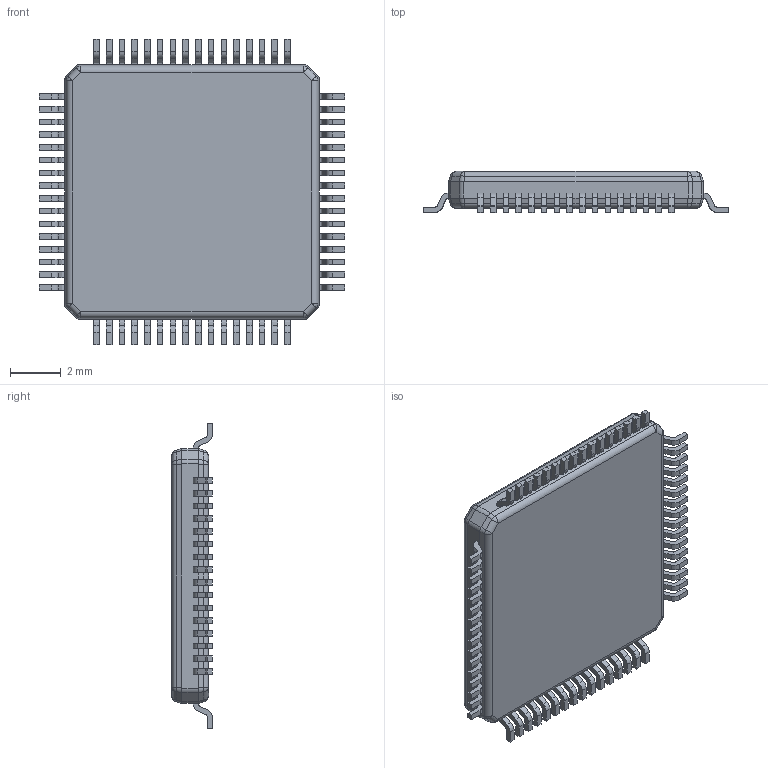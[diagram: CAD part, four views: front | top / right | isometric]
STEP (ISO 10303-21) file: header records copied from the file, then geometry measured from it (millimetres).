
FILE_DESCRIPTION (( 'STEP AP214' ), '1' );
FILE_NAME ( 'QFP64P50_1200X1200X160L60X22.STEP', '2018-12-07T13:46:22', ( '' ), ( '' ), 'Part was generated with the free Library Expert Lite available at www.PCBLibraries.com. Removing line will violate the End User License Agreement.', '©2017 PCB Libraries, Inc.', '' );
FILE_SCHEMA (( 'AUTOMOTIVE_DESIGN' ));
Length unit declared in the file: millimetre
Products named in the file (1): QFP64P50_1200X1200X160L60X22
Bounding box: 12 x 1.6 x 12 mm (x, y, z)
Volume: 145.6 mm3; surface area: 318.9 mm2
Topology: 65 solids, 65 shells, 985 faces, 2524 edges, 1654 vertices
Faces by surface type: plane 669, cylinder 298, sphere 16, torus 2
Entity records: 33055 total; most frequent: CARTESIAN_POINT 5288, ORIENTED_EDGE 5012, DIRECTION 4994, EDGE_CURVE 2506, VECTOR 1890, LINE 1890, VERTEX_POINT 1654, AXIS2_PLACEMENT_3D 1552
